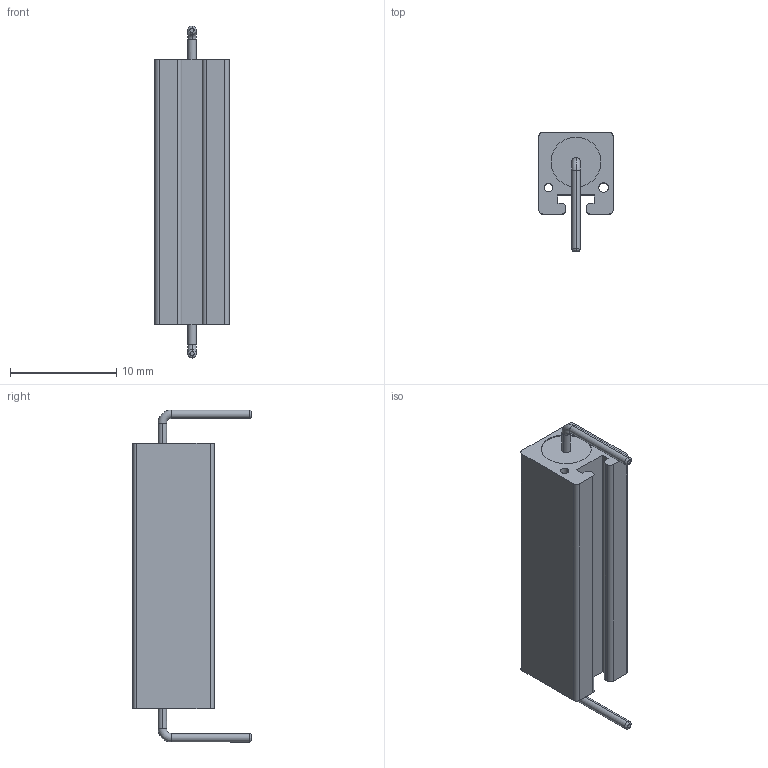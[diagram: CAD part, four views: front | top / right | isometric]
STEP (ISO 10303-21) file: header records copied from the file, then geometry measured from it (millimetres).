
FILE_DESCRIPTION (( 'STEP AP214' ), '1' );
FILE_NAME ('SW3dPS-5w wid.STEP', '2009-07-02T12:26:25', ( 'SysAdmin' ), ( 'SolidWorks' ), 'SwSTEP 2.0', 'SolidWorks 2009', '' );
FILE_SCHEMA (( 'AUTOMOTIVE_DESIGN' ));
Length unit declared in the file: millimetre
Products named in the file (1): SW3dPS-5w wid
Bounding box: 7 x 11.2 x 31.28 mm (x, y, z)
Volume: 1203.8 mm3; surface area: 1152.7 mm2
Topology: 1 solids, 1 shells, 50 faces, 124 edges, 80 vertices
Faces by surface type: cylinder 24, plane 18, torus 6, bspline 2
Entity records: 2134 total; most frequent: CARTESIAN_POINT 337, DIRECTION 262, ORIENTED_EDGE 248, EDGE_CURVE 124, AXIS2_PLACEMENT_3D 101, VERTEX_POINT 80, VECTOR 60, LINE 60
